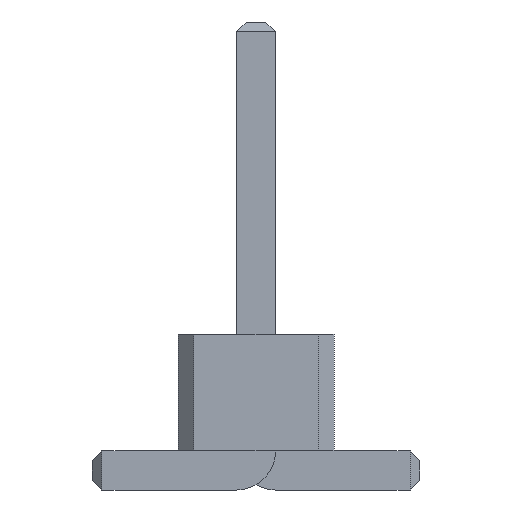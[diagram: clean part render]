
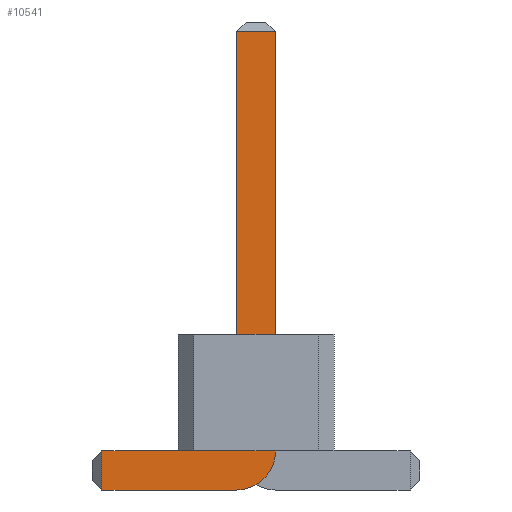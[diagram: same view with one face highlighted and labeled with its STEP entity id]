
A CAD part, front view. The second image highlights one B-rep face of the part: STEP entity #10541.
In plain terms, the highlighted planar face has unit normal (0, -1, 0).
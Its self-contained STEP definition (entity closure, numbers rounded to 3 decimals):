
#13=DIRECTION('',(0.,0.,1.));
#27=VECTOR('',#13,1.);
#56=DIRECTION('',(0.,-1.,0.));
#67=DIRECTION('',(1.,0.,0.));
#2264=VECTOR('',#67,1.);
#2317=DIRECTION('',(-1.,0.,0.));
#4511=VECTOR('',#2317,1.);
#4799=DIRECTION('',(0.,0.,-1.));
#4816=VECTOR('',#4799,1.);
#10397=DIRECTION('',(-0.,-1.,-0.));
#10404=VERTEX_POINT('',#10405);
#10405=CARTESIAN_POINT('',(-1.975,-38.25,0.));
#10407=ORIENTED_EDGE('',*,*,#10408,.T.);
#10408=EDGE_CURVE('',#10404,#10409,#10411,.T.);
#10409=VERTEX_POINT('',#10410);
#10410=CARTESIAN_POINT('',(-0.25,-38.25,0.));
#10411=LINE('',#10412,#2264);
#10412=CARTESIAN_POINT('',(-2.1,-38.25,0.));
#10444=VERTEX_POINT('',#10445);
#10445=CARTESIAN_POINT('',(0.25,-38.25,0.5));
#10448=EDGE_CURVE('',#10409,#10444,#10449,.T.);
#10449=CIRCLE('',#10450,0.5);
#10450=AXIS2_PLACEMENT_3D('',#10451,#56,#4799);
#10451=CARTESIAN_POINT('',(-0.25,-38.25,0.5));
#10459=VERTEX_POINT('',#10451);
#10461=ORIENTED_EDGE('',*,*,#10462,.T.);
#10462=EDGE_CURVE('',#10459,#10463,#10465,.T.);
#10463=VERTEX_POINT('',#10464);
#10464=CARTESIAN_POINT('',(-1.975,-38.25,0.5));
#10465=LINE('',#10451,#4511);
#10475=ORIENTED_EDGE('',*,*,#10476,.T.);
#10476=EDGE_CURVE('',#10444,#10477,#10479,.T.);
#10477=VERTEX_POINT('',#10478);
#10478=CARTESIAN_POINT('',(0.25,-38.25,5.875));
#10479=LINE('',#10480,#27);
#10480=CARTESIAN_POINT('',(0.25,-38.25,0.));
#10492=VERTEX_POINT('',#10493);
#10493=CARTESIAN_POINT('',(-0.25,-38.25,5.875));
#10495=ORIENTED_EDGE('',*,*,#10496,.T.);
#10496=EDGE_CURVE('',#10492,#10459,#10497,.T.);
#10497=LINE('',#10498,#4816);
#10498=CARTESIAN_POINT('',(-0.25,-38.25,6.));
#10541=ADVANCED_FACE('',(#10542),#10551,.T.);
#10542=FACE_BOUND('',#10543,.T.);
#10543=EDGE_LOOP('',(#10407,#10544,#10475,#10545,#10495,#10461,#10548));
#10544=ORIENTED_EDGE('',*,*,#10448,.T.);
#10545=ORIENTED_EDGE('',*,*,#10546,.T.);
#10546=EDGE_CURVE('',#10477,#10492,#10547,.T.);
#10547=LINE('',#10478,#4511);
#10548=ORIENTED_EDGE('',*,*,#10549,.T.);
#10549=EDGE_CURVE('',#10463,#10404,#10550,.T.);
#10550=LINE('',#10464,#4816);
#10551=PLANE('',#10552);
#10552=AXIS2_PLACEMENT_3D('',#10553,#10397,#4799);
#10553=CARTESIAN_POINT('',(-0.316,-38.25,2.391));
